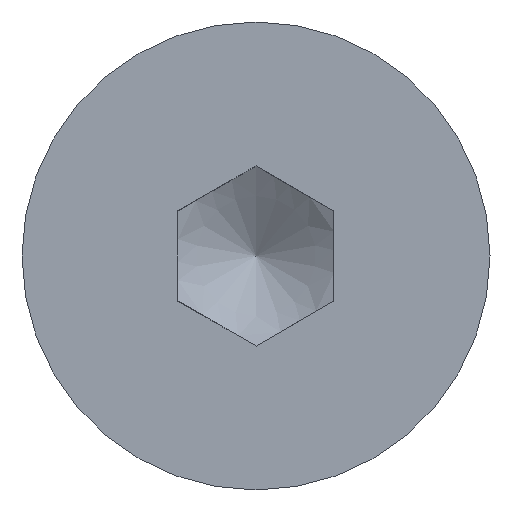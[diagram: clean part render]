
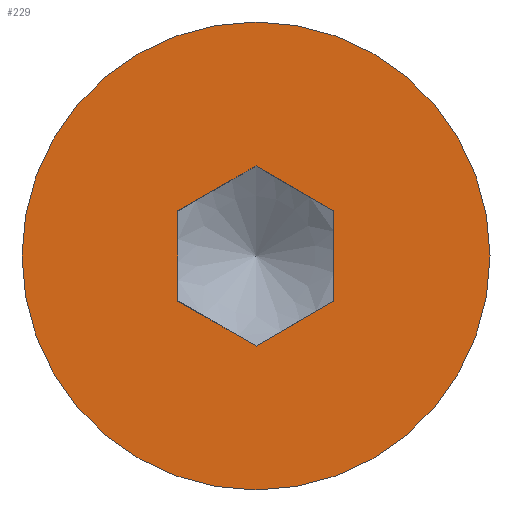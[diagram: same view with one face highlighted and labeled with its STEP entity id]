
A CAD part, left-side view. The second image highlights one B-rep face of the part: STEP entity #229.
In plain terms, the highlighted planar face has unit normal (-1, 0, 0).
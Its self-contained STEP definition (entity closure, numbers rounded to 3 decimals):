
#21=LINE('',#362,#33);
#24=LINE('',#371,#36);
#26=LINE('',#379,#38);
#28=LINE('',#387,#40);
#29=LINE('',#394,#41);
#31=LINE('',#400,#43);
#33=VECTOR('',#295,10.);
#36=VECTOR('',#300,10.);
#38=VECTOR('',#304,10.);
#40=VECTOR('',#308,10.);
#41=VECTOR('',#311,10.);
#43=VECTOR('',#315,10.);
#57=PLANE('',#264);
#63=FACE_BOUND('',#98,.T.);
#79=FACE_OUTER_BOUND('',#97,.T.);
#97=EDGE_LOOP('',(#198));
#98=EDGE_LOOP('',(#199,#200,#201,#202,#203,#204));
#112=CIRCLE('',#265,9.);
#122=VERTEX_POINT('',#359);
#123=VERTEX_POINT('',#361);
#125=VERTEX_POINT('',#369);
#127=VERTEX_POINT('',#377);
#129=VERTEX_POINT('',#385);
#131=VERTEX_POINT('',#393);
#132=VERTEX_POINT('',#403);
#142=EDGE_CURVE('',#123,#122,#21,.T.);
#146=EDGE_CURVE('',#122,#125,#24,.T.);
#149=EDGE_CURVE('',#125,#127,#26,.T.);
#152=EDGE_CURVE('',#127,#129,#28,.T.);
#154=EDGE_CURVE('',#131,#123,#29,.T.);
#157=EDGE_CURVE('',#129,#131,#31,.T.);
#158=EDGE_CURVE('',#132,#132,#112,.T.);
#198=ORIENTED_EDGE('',*,*,#158,.F.);
#199=ORIENTED_EDGE('',*,*,#152,.T.);
#200=ORIENTED_EDGE('',*,*,#157,.T.);
#201=ORIENTED_EDGE('',*,*,#154,.T.);
#202=ORIENTED_EDGE('',*,*,#142,.T.);
#203=ORIENTED_EDGE('',*,*,#146,.T.);
#204=ORIENTED_EDGE('',*,*,#149,.T.);
#229=ADVANCED_FACE('',(#79,#63),#57,.T.);
#264=AXIS2_PLACEMENT_3D('',#402,#318,#319);
#265=AXIS2_PLACEMENT_3D('',#404,#320,#321);
#295=DIRECTION('',(0.,0.866,-0.5));
#300=DIRECTION('',(0.,0.866,0.5));
#304=DIRECTION('',(0.,0.,1.));
#308=DIRECTION('',(0.,-0.866,0.5));
#311=DIRECTION('',(0.,0.,-1.));
#315=DIRECTION('',(0.,-0.866,-0.5));
#318=DIRECTION('center_axis',(-1.,0.,0.));
#319=DIRECTION('ref_axis',(0.,0.,1.));
#320=DIRECTION('center_axis',(1.,0.,0.));
#321=DIRECTION('ref_axis',(0.,1.,0.));
#359=CARTESIAN_POINT('',(-3.,0.,-3.464));
#361=CARTESIAN_POINT('',(-3.,-3.,-1.732));
#362=CARTESIAN_POINT('',(-3.,-0.75,-3.031));
#369=CARTESIAN_POINT('',(-3.,3.,-1.732));
#371=CARTESIAN_POINT('',(-3.,2.25,-2.165));
#377=CARTESIAN_POINT('',(-3.,3.,1.732));
#379=CARTESIAN_POINT('',(-3.,3.,0.866));
#385=CARTESIAN_POINT('',(-3.,0.,3.464));
#387=CARTESIAN_POINT('',(-3.,0.75,3.031));
#393=CARTESIAN_POINT('',(-3.,-3.,1.732));
#394=CARTESIAN_POINT('',(-3.,-3.,-0.866));
#400=CARTESIAN_POINT('',(-3.,-2.25,2.165));
#402=CARTESIAN_POINT('Origin',(-3.,6.232,0.));
#403=CARTESIAN_POINT('',(-3.,9.,0.));
#404=CARTESIAN_POINT('Origin',(-3.,0.,0.));
